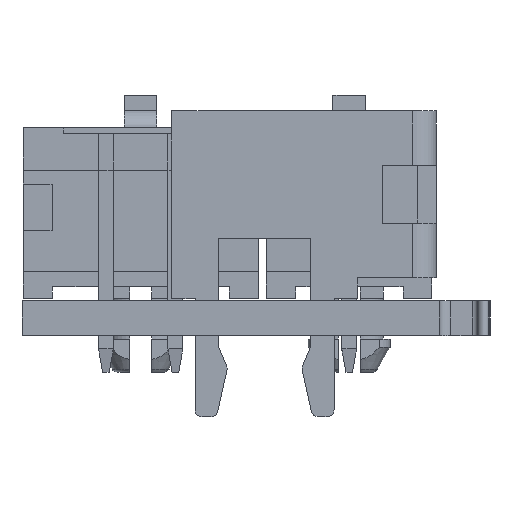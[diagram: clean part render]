
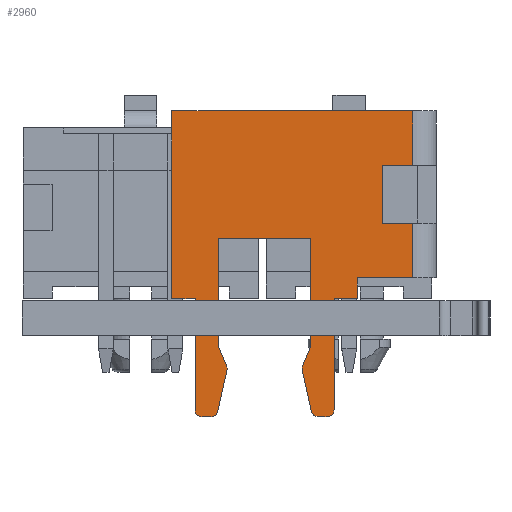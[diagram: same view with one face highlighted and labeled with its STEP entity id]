
A CAD part, left-side view. The second image highlights one B-rep face of the part: STEP entity #2960.
In plain terms, the highlighted planar face has unit normal (-1, 0, 0).
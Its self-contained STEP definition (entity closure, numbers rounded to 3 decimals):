
#2552 = VERTEX_POINT('',#2553);
#2553 = CARTESIAN_POINT('',(-4.15,-4.6,5.75));
#2559 = EDGE_CURVE('',#2560,#2552,#2562,.T.);
#2560 = VERTEX_POINT('',#2561);
#2561 = CARTESIAN_POINT('',(-4.15,-4.6,3.25));
#2562 = LINE('',#2563,#2564);
#2563 = CARTESIAN_POINT('',(-4.15,-4.6,-5.1));
#2564 = VECTOR('',#2565,1.);
#2565 = DIRECTION('',(0.,0.,1.));
#2631 = VERTEX_POINT('',#2632);
#2632 = CARTESIAN_POINT('',(-4.15,-5.9,3.25));
#2641 = EDGE_CURVE('',#2642,#2631,#2644,.T.);
#2642 = VERTEX_POINT('',#2643);
#2643 = CARTESIAN_POINT('',(-4.15,-5.9,0.9));
#2644 = LINE('',#2645,#2646);
#2645 = CARTESIAN_POINT('',(-4.15,-5.9,-5.1));
#2646 = VECTOR('',#2647,1.);
#2647 = DIRECTION('',(0.,0.,1.));
#2778 = EDGE_CURVE('',#2779,#2781,#2783,.T.);
#2779 = VERTEX_POINT('',#2780);
#2780 = CARTESIAN_POINT('',(-4.15,-1.815,-5.1));
#2781 = VERTEX_POINT('',#2782);
#2782 = CARTESIAN_POINT('',(-4.15,-2.2,-5.1));
#2783 = LINE('',#2784,#2785);
#2784 = CARTESIAN_POINT('',(-4.15,4.5,-5.1));
#2785 = VECTOR('',#2786,1.);
#2786 = DIRECTION('',(0.,-1.,0.));
#2932 = VERTEX_POINT('',#2933);
#2933 = CARTESIAN_POINT('',(-4.15,-5.9,5.75));
#2942 = VERTEX_POINT('',#2943);
#2943 = CARTESIAN_POINT('',(-4.15,-5.9,8.1));
#2950 = EDGE_CURVE('',#2932,#2942,#2951,.T.);
#2951 = LINE('',#2952,#2953);
#2952 = CARTESIAN_POINT('',(-4.15,-5.9,-5.1));
#2953 = VECTOR('',#2954,1.);
#2954 = DIRECTION('',(0.,0.,1.));
#2960 = ADVANCED_FACE('',(#2961),#3175,.T.);
#2961 = FACE_BOUND('',#2962,.T.);
#2962 = EDGE_LOOP('',(#2963,#2969,#2970,#2976,#2977,#2985,#2993,#3001,
    #3009,#3018,#3026,#3035,#3043,#3052,#3060,#3069,#3077,#3085,#3093,
    #3102,#3110,#3119,#3127,#3134,#3135,#3144,#3152,#3160,#3168,#3174));
#2963 = ORIENTED_EDGE('',*,*,#2964,.F.);
#2964 = EDGE_CURVE('',#2560,#2631,#2965,.T.);
#2965 = LINE('',#2966,#2967);
#2966 = CARTESIAN_POINT('',(-4.15,4.5,3.25));
#2967 = VECTOR('',#2968,1.);
#2968 = DIRECTION('',(0.,-1.,0.));
#2969 = ORIENTED_EDGE('',*,*,#2559,.T.);
#2970 = ORIENTED_EDGE('',*,*,#2971,.F.);
#2971 = EDGE_CURVE('',#2932,#2552,#2972,.T.);
#2972 = LINE('',#2973,#2974);
#2973 = CARTESIAN_POINT('',(-4.15,4.5,5.75));
#2974 = VECTOR('',#2975,1.);
#2975 = DIRECTION('',(0.,1.,-0.));
#2976 = ORIENTED_EDGE('',*,*,#2950,.T.);
#2977 = ORIENTED_EDGE('',*,*,#2978,.F.);
#2978 = EDGE_CURVE('',#2979,#2942,#2981,.T.);
#2979 = VERTEX_POINT('',#2980);
#2980 = CARTESIAN_POINT('',(-4.15,4.5,8.1));
#2981 = LINE('',#2982,#2983);
#2982 = CARTESIAN_POINT('',(-4.15,4.5,8.1));
#2983 = VECTOR('',#2984,1.);
#2984 = DIRECTION('',(0.,-1.,0.));
#2985 = ORIENTED_EDGE('',*,*,#2986,.F.);
#2986 = EDGE_CURVE('',#2987,#2979,#2989,.T.);
#2987 = VERTEX_POINT('',#2988);
#2988 = CARTESIAN_POINT('',(-4.15,4.5,0.));
#2989 = LINE('',#2990,#2991);
#2990 = CARTESIAN_POINT('',(-4.15,4.5,-5.1));
#2991 = VECTOR('',#2992,1.);
#2992 = DIRECTION('',(0.,0.,1.));
#2993 = ORIENTED_EDGE('',*,*,#2994,.F.);
#2994 = EDGE_CURVE('',#2995,#2987,#2997,.T.);
#2995 = VERTEX_POINT('',#2996);
#2996 = CARTESIAN_POINT('',(-4.15,3.5,0.));
#2997 = LINE('',#2998,#2999);
#2998 = CARTESIAN_POINT('',(-4.15,4.5,0.));
#2999 = VECTOR('',#3000,1.);
#3000 = DIRECTION('',(-0.,1.,0.));
#3001 = ORIENTED_EDGE('',*,*,#3002,.F.);
#3002 = EDGE_CURVE('',#3003,#2995,#3005,.T.);
#3003 = VERTEX_POINT('',#3004);
#3004 = CARTESIAN_POINT('',(-4.15,3.5,-4.8));
#3005 = LINE('',#3006,#3007);
#3006 = CARTESIAN_POINT('',(-4.15,3.5,0.));
#3007 = VECTOR('',#3008,1.);
#3008 = DIRECTION('',(-0.,0.,1.));
#3009 = ORIENTED_EDGE('',*,*,#3010,.T.);
#3010 = EDGE_CURVE('',#3003,#3011,#3013,.T.);
#3011 = VERTEX_POINT('',#3012);
#3012 = CARTESIAN_POINT('',(-4.15,3.2,-5.1));
#3013 = CIRCLE('',#3014,0.3);
#3014 = AXIS2_PLACEMENT_3D('',#3015,#3016,#3017);
#3015 = CARTESIAN_POINT('',(-4.15,3.2,-4.8));
#3016 = DIRECTION('',(-1.,0.,0.));
#3017 = DIRECTION('',(0.,-1.,0.));
#3018 = ORIENTED_EDGE('',*,*,#3019,.T.);
#3019 = EDGE_CURVE('',#3011,#3020,#3022,.T.);
#3020 = VERTEX_POINT('',#3021);
#3021 = CARTESIAN_POINT('',(-4.15,2.815,-5.1));
#3022 = LINE('',#3023,#3024);
#3023 = CARTESIAN_POINT('',(-4.15,4.5,-5.1));
#3024 = VECTOR('',#3025,1.);
#3025 = DIRECTION('',(0.,-1.,0.));
#3026 = ORIENTED_EDGE('',*,*,#3027,.T.);
#3027 = EDGE_CURVE('',#3020,#3028,#3030,.T.);
#3028 = VERTEX_POINT('',#3029);
#3029 = CARTESIAN_POINT('',(-4.15,2.523,-4.865));
#3030 = CIRCLE('',#3031,0.3);
#3031 = AXIS2_PLACEMENT_3D('',#3032,#3033,#3034);
#3032 = CARTESIAN_POINT('',(-4.15,2.815,-4.8));
#3033 = DIRECTION('',(-1.,0.,0.));
#3034 = DIRECTION('',(0.,-1.,0.));
#3035 = ORIENTED_EDGE('',*,*,#3036,.F.);
#3036 = EDGE_CURVE('',#3037,#3028,#3039,.T.);
#3037 = VERTEX_POINT('',#3038);
#3038 = CARTESIAN_POINT('',(-4.15,2.126,-3.09));
#3039 = LINE('',#3040,#3041);
#3040 = CARTESIAN_POINT('',(-4.15,2.105,-2.996));
#3041 = VECTOR('',#3042,1.);
#3042 = DIRECTION('',(0.,0.218,-0.976));
#3043 = ORIENTED_EDGE('',*,*,#3044,.T.);
#3044 = EDGE_CURVE('',#3037,#3045,#3047,.T.);
#3045 = VERTEX_POINT('',#3046);
#3046 = CARTESIAN_POINT('',(-4.15,2.142,-2.908));
#3047 = CIRCLE('',#3048,0.3);
#3048 = AXIS2_PLACEMENT_3D('',#3049,#3050,#3051);
#3049 = CARTESIAN_POINT('',(-4.15,2.419,-3.024));
#3050 = DIRECTION('',(-1.,0.,0.));
#3051 = DIRECTION('',(0.,-1.,0.));
#3052 = ORIENTED_EDGE('',*,*,#3053,.F.);
#3053 = EDGE_CURVE('',#3054,#3045,#3056,.T.);
#3054 = VERTEX_POINT('',#3055);
#3055 = CARTESIAN_POINT('',(-4.15,2.477,-2.108));
#3056 = LINE('',#3057,#3058);
#3057 = CARTESIAN_POINT('',(-4.15,2.5,-2.053));
#3058 = VECTOR('',#3059,1.);
#3059 = DIRECTION('',(0.,-0.386,-0.922));
#3060 = ORIENTED_EDGE('',*,*,#3061,.T.);
#3061 = EDGE_CURVE('',#3054,#3062,#3064,.T.);
#3062 = VERTEX_POINT('',#3063);
#3063 = CARTESIAN_POINT('',(-4.15,2.5,-1.992));
#3064 = CIRCLE('',#3065,0.3);
#3065 = AXIS2_PLACEMENT_3D('',#3066,#3067,#3068);
#3066 = CARTESIAN_POINT('',(-4.15,2.2,-1.992));
#3067 = DIRECTION('',(1.,0.,-0.));
#3068 = DIRECTION('',(0.,-1.,0.));
#3069 = ORIENTED_EDGE('',*,*,#3070,.F.);
#3070 = EDGE_CURVE('',#3071,#3062,#3073,.T.);
#3071 = VERTEX_POINT('',#3072);
#3072 = CARTESIAN_POINT('',(-4.15,2.5,2.6));
#3073 = LINE('',#3074,#3075);
#3074 = CARTESIAN_POINT('',(-4.15,2.5,2.6));
#3075 = VECTOR('',#3076,1.);
#3076 = DIRECTION('',(0.,0.,-1.));
#3077 = ORIENTED_EDGE('',*,*,#3078,.F.);
#3078 = EDGE_CURVE('',#3079,#3071,#3081,.T.);
#3079 = VERTEX_POINT('',#3080);
#3080 = CARTESIAN_POINT('',(-4.15,-1.5,2.6));
#3081 = LINE('',#3082,#3083);
#3082 = CARTESIAN_POINT('',(-4.15,-1.5,2.6));
#3083 = VECTOR('',#3084,1.);
#3084 = DIRECTION('',(0.,1.,0.));
#3085 = ORIENTED_EDGE('',*,*,#3086,.F.);
#3086 = EDGE_CURVE('',#3087,#3079,#3089,.T.);
#3087 = VERTEX_POINT('',#3088);
#3088 = CARTESIAN_POINT('',(-4.15,-1.5,-1.992));
#3089 = LINE('',#3090,#3091);
#3090 = CARTESIAN_POINT('',(-4.15,-1.5,-2.053));
#3091 = VECTOR('',#3092,1.);
#3092 = DIRECTION('',(0.,0.,1.));
#3093 = ORIENTED_EDGE('',*,*,#3094,.T.);
#3094 = EDGE_CURVE('',#3087,#3095,#3097,.T.);
#3095 = VERTEX_POINT('',#3096);
#3096 = CARTESIAN_POINT('',(-4.15,-1.477,-2.108));
#3097 = CIRCLE('',#3098,0.3);
#3098 = AXIS2_PLACEMENT_3D('',#3099,#3100,#3101);
#3099 = CARTESIAN_POINT('',(-4.15,-1.2,-1.992));
#3100 = DIRECTION('',(1.,0.,-0.));
#3101 = DIRECTION('',(0.,-1.,0.));
#3102 = ORIENTED_EDGE('',*,*,#3103,.F.);
#3103 = EDGE_CURVE('',#3104,#3095,#3106,.T.);
#3104 = VERTEX_POINT('',#3105);
#3105 = CARTESIAN_POINT('',(-4.15,-1.142,-2.908));
#3106 = LINE('',#3107,#3108);
#3107 = CARTESIAN_POINT('',(-4.15,-1.105,-2.996));
#3108 = VECTOR('',#3109,1.);
#3109 = DIRECTION('',(0.,-0.386,0.922));
#3110 = ORIENTED_EDGE('',*,*,#3111,.T.);
#3111 = EDGE_CURVE('',#3104,#3112,#3114,.T.);
#3112 = VERTEX_POINT('',#3113);
#3113 = CARTESIAN_POINT('',(-4.15,-1.126,-3.09));
#3114 = CIRCLE('',#3115,0.3);
#3115 = AXIS2_PLACEMENT_3D('',#3116,#3117,#3118);
#3116 = CARTESIAN_POINT('',(-4.15,-1.419,-3.024));
#3117 = DIRECTION('',(-1.,0.,0.));
#3118 = DIRECTION('',(0.,-1.,0.));
#3119 = ORIENTED_EDGE('',*,*,#3120,.F.);
#3120 = EDGE_CURVE('',#3121,#3112,#3123,.T.);
#3121 = VERTEX_POINT('',#3122);
#3122 = CARTESIAN_POINT('',(-4.15,-1.523,-4.865));
#3123 = LINE('',#3124,#3125);
#3124 = CARTESIAN_POINT('',(-4.15,-1.575,-5.1));
#3125 = VECTOR('',#3126,1.);
#3126 = DIRECTION('',(0.,0.218,0.976));
#3127 = ORIENTED_EDGE('',*,*,#3128,.T.);
#3128 = EDGE_CURVE('',#3121,#2779,#3129,.T.);
#3129 = CIRCLE('',#3130,0.3);
#3130 = AXIS2_PLACEMENT_3D('',#3131,#3132,#3133);
#3131 = CARTESIAN_POINT('',(-4.15,-1.815,-4.8));
#3132 = DIRECTION('',(-1.,0.,0.));
#3133 = DIRECTION('',(0.,-1.,0.));
#3134 = ORIENTED_EDGE('',*,*,#2778,.T.);
#3135 = ORIENTED_EDGE('',*,*,#3136,.T.);
#3136 = EDGE_CURVE('',#2781,#3137,#3139,.T.);
#3137 = VERTEX_POINT('',#3138);
#3138 = CARTESIAN_POINT('',(-4.15,-2.5,-4.8));
#3139 = CIRCLE('',#3140,0.3);
#3140 = AXIS2_PLACEMENT_3D('',#3141,#3142,#3143);
#3141 = CARTESIAN_POINT('',(-4.15,-2.2,-4.8));
#3142 = DIRECTION('',(-1.,0.,0.));
#3143 = DIRECTION('',(0.,-1.,0.));
#3144 = ORIENTED_EDGE('',*,*,#3145,.F.);
#3145 = EDGE_CURVE('',#3146,#3137,#3148,.T.);
#3146 = VERTEX_POINT('',#3147);
#3147 = CARTESIAN_POINT('',(-4.15,-2.5,0.));
#3148 = LINE('',#3149,#3150);
#3149 = CARTESIAN_POINT('',(-4.15,-2.5,0.));
#3150 = VECTOR('',#3151,1.);
#3151 = DIRECTION('',(0.,0.,-1.));
#3152 = ORIENTED_EDGE('',*,*,#3153,.F.);
#3153 = EDGE_CURVE('',#3154,#3146,#3156,.T.);
#3154 = VERTEX_POINT('',#3155);
#3155 = CARTESIAN_POINT('',(-4.15,-3.5,0.));
#3156 = LINE('',#3157,#3158);
#3157 = CARTESIAN_POINT('',(-4.15,-3.5,0.));
#3158 = VECTOR('',#3159,1.);
#3159 = DIRECTION('',(0.,1.,0.));
#3160 = ORIENTED_EDGE('',*,*,#3161,.F.);
#3161 = EDGE_CURVE('',#3162,#3154,#3164,.T.);
#3162 = VERTEX_POINT('',#3163);
#3163 = CARTESIAN_POINT('',(-4.15,-3.5,0.9));
#3164 = LINE('',#3165,#3166);
#3165 = CARTESIAN_POINT('',(-4.15,-3.5,0.9));
#3166 = VECTOR('',#3167,1.);
#3167 = DIRECTION('',(0.,0.,-1.));
#3168 = ORIENTED_EDGE('',*,*,#3169,.F.);
#3169 = EDGE_CURVE('',#2642,#3162,#3170,.T.);
#3170 = LINE('',#3171,#3172);
#3171 = CARTESIAN_POINT('',(-4.15,-6.9,0.9));
#3172 = VECTOR('',#3173,1.);
#3173 = DIRECTION('',(0.,1.,0.));
#3174 = ORIENTED_EDGE('',*,*,#2641,.T.);
#3175 = PLANE('',#3176);
#3176 = AXIS2_PLACEMENT_3D('',#3177,#3178,#3179);
#3177 = CARTESIAN_POINT('',(-4.15,4.5,-5.1));
#3178 = DIRECTION('',(-1.,0.,0.));
#3179 = DIRECTION('',(0.,-1.,0.));
